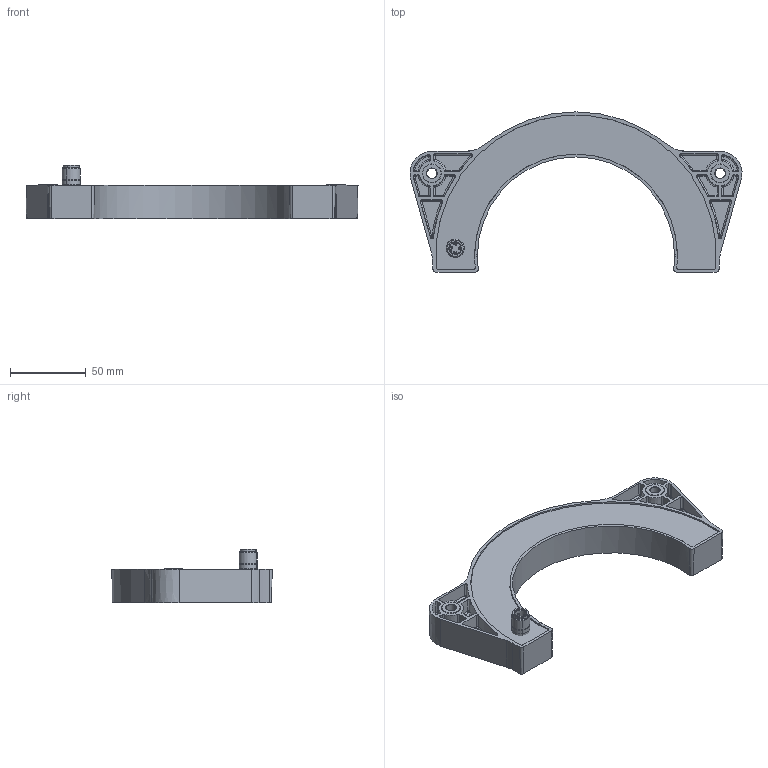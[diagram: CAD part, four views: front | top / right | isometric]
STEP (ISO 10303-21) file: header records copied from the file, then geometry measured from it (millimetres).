
FILE_DESCRIPTION((''),'2;1');
FILE_NAME('SPS-A180D-HAMS_SHRINKWRAP','2011-03-09T',('e709157'),(''),'PRO/ENGINEER BY PARAMETRIC TECHNOLOGY CORPORATION, 2009460','PRO/ENGINEER BY PARAMETRIC TECHNOLOGY CORPORATION, 2009460','');
FILE_SCHEMA(('CONFIG_CONTROL_DESIGN'));
Products named in the file (1): SPS-A180D-HAMS_SHRINKWRAP
Bounding box: 219.47 x 106 x 35.4 mm (x, y, z)
Surface area: 59140.6 mm2 (no closed solid volume)
Topology: 0 solids, 373 shells, 995 faces, 5192 edges, 4571 vertices
Faces by surface type: plane 410, cylinder 306, sphere 86, bspline 81, cone 76, torus 36
Entity records: 54300 total; most frequent: CARTESIAN_POINT 15760, DIRECTION 7437, ORIENTED_EDGE 6428, EDGE_CURVE 5192, VERTEX_POINT 4571, VECTOR 3667, LINE 3667, AXIS2_PLACEMENT_3D 1885
